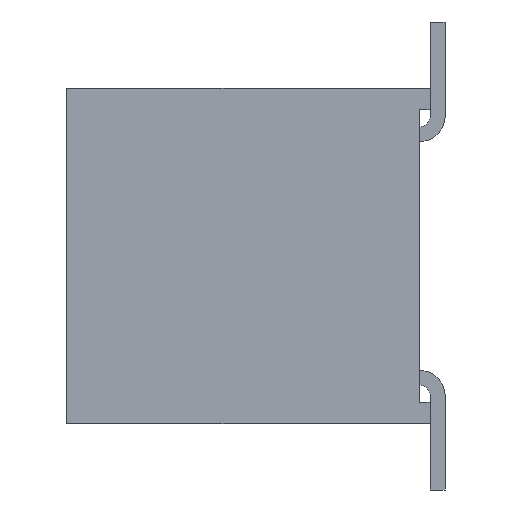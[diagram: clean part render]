
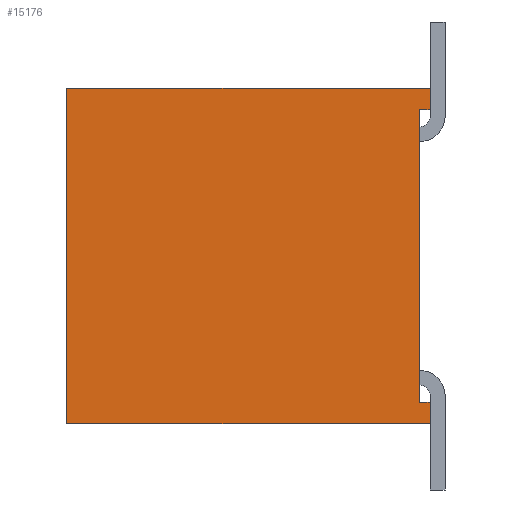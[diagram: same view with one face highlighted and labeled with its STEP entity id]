
A CAD part, left-side view. The second image highlights one B-rep face of the part: STEP entity #15176.
In plain terms, the highlighted planar face has unit normal (-1, 0, 0).
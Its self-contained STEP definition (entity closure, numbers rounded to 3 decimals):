
#43 = VECTOR ( 'NONE', #26215, 1000. ) ;
#218 = VECTOR ( 'NONE', #5317, 1000. ) ;
#659 = ORIENTED_EDGE ( 'NONE', *, *, #1410, .F. ) ;
#1143 = DIRECTION ( 'NONE',  ( 0., -1., 0. ) ) ;
#1410 = EDGE_CURVE ( 'NONE', #19466, #23834, #26841, .T. ) ;
#2207 = CARTESIAN_POINT ( 'NONE',  ( -20., 0.127, 1.74 ) ) ;
#2456 = DIRECTION ( 'NONE',  ( 0., 0., -1. ) ) ;
#2718 = CARTESIAN_POINT ( 'NONE',  ( -20., 4.318, 0. ) ) ;
#2777 = LINE ( 'NONE', #17716, #43 ) ;
#3210 = LINE ( 'NONE', #2718, #20515 ) ;
#3555 = DIRECTION ( 'NONE',  ( 1., 0., 0. ) ) ;
#3828 = CARTESIAN_POINT ( 'NONE',  ( -20., 0., -1.74 ) ) ;
#4541 = EDGE_CURVE ( 'NONE', #30117, #23834, #20263, .T. ) ;
#5192 = CARTESIAN_POINT ( 'NONE',  ( -20., 0., 0. ) ) ;
#5317 = DIRECTION ( 'NONE',  ( 0., 0., 1. ) ) ;
#6032 = LINE ( 'NONE', #8430, #36104 ) ;
#6704 = EDGE_CURVE ( 'NONE', #6817, #26951, #6032, .T. ) ;
#6817 = VERTEX_POINT ( 'NONE', #16709 ) ;
#7515 = CARTESIAN_POINT ( 'NONE',  ( -20., 4.318, -1.994 ) ) ;
#7724 = VECTOR ( 'NONE', #1143, 1000. ) ;
#8430 = CARTESIAN_POINT ( 'NONE',  ( -20., 0.127, -1.74 ) ) ;
#9399 = CARTESIAN_POINT ( 'NONE',  ( -20., 4.318, -1.994 ) ) ;
#10655 = ORIENTED_EDGE ( 'NONE', *, *, #25402, .T. ) ;
#11865 = ORIENTED_EDGE ( 'NONE', *, *, #6704, .F. ) ;
#13331 = CARTESIAN_POINT ( 'NONE',  ( -20., 0.127, -1.74 ) ) ;
#13409 = ORIENTED_EDGE ( 'NONE', *, *, #17733, .F. ) ;
#14628 = ORIENTED_EDGE ( 'NONE', *, *, #16700, .F. ) ;
#14704 = EDGE_LOOP ( 'NONE', ( #659, #14628, #10655, #13409, #27307, #11865, #19200, #35652 ) ) ;
#15153 = CARTESIAN_POINT ( 'NONE',  ( -20., 4.318, -1.994 ) ) ;
#15176 = ADVANCED_FACE ( 'NONE', ( #28018 ), #32599, .F. ) ;
#16115 = VERTEX_POINT ( 'NONE', #3828 ) ;
#16185 = CARTESIAN_POINT ( 'NONE',  ( -20., 0., 1.74 ) ) ;
#16271 = CARTESIAN_POINT ( 'NONE',  ( -20., 0., -1.994 ) ) ;
#16700 = EDGE_CURVE ( 'NONE', #36171, #19466, #3210, .T. ) ;
#16709 = CARTESIAN_POINT ( 'NONE',  ( -20., 0.127, 1.74 ) ) ;
#16728 = EDGE_CURVE ( 'NONE', #26951, #16115, #2777, .T. ) ;
#16785 = CARTESIAN_POINT ( 'NONE',  ( -20., 0., -1.994 ) ) ;
#17716 = CARTESIAN_POINT ( 'NONE',  ( -20., 0., -1.74 ) ) ;
#17733 = EDGE_CURVE ( 'NONE', #16115, #32069, #26776, .T. ) ;
#19200 = ORIENTED_EDGE ( 'NONE', *, *, #35144, .F. ) ;
#19336 = DIRECTION ( 'NONE',  ( 0., 0., -1. ) ) ;
#19466 = VERTEX_POINT ( 'NONE', #19947 ) ;
#19947 = CARTESIAN_POINT ( 'NONE',  ( -20., 4.318, 1.994 ) ) ;
#20263 = LINE ( 'NONE', #5192, #218 ) ;
#20515 = VECTOR ( 'NONE', #31865, 1000. ) ;
#21592 = LINE ( 'NONE', #7515, #36140 ) ;
#22168 = DIRECTION ( 'NONE',  ( 0., -1., 0. ) ) ;
#22514 = CARTESIAN_POINT ( 'NONE',  ( -20., 0., 1.994 ) ) ;
#23116 = VECTOR ( 'NONE', #34129, 1000. ) ;
#23834 = VERTEX_POINT ( 'NONE', #22514 ) ;
#23940 = DIRECTION ( 'NONE',  ( 0., 0., -1. ) ) ;
#25402 = EDGE_CURVE ( 'NONE', #36171, #32069, #21592, .T. ) ;
#26215 = DIRECTION ( 'NONE',  ( 0., -1., 0. ) ) ;
#26776 = LINE ( 'NONE', #16271, #34107 ) ;
#26841 = LINE ( 'NONE', #30007, #7724 ) ;
#26951 = VERTEX_POINT ( 'NONE', #13331 ) ;
#27307 = ORIENTED_EDGE ( 'NONE', *, *, #16728, .F. ) ;
#28018 = FACE_OUTER_BOUND ( 'NONE', #14704, .T. ) ;
#30007 = CARTESIAN_POINT ( 'NONE',  ( -20., 4.318, 1.994 ) ) ;
#30117 = VERTEX_POINT ( 'NONE', #16185 ) ;
#31316 = LINE ( 'NONE', #2207, #23116 ) ;
#31865 = DIRECTION ( 'NONE',  ( 0., 0., 1. ) ) ;
#32069 = VERTEX_POINT ( 'NONE', #16785 ) ;
#32599 = PLANE ( 'NONE',  #35854 ) ;
#34107 = VECTOR ( 'NONE', #19336, 1000. ) ;
#34129 = DIRECTION ( 'NONE',  ( 0., 1., 0. ) ) ;
#35144 = EDGE_CURVE ( 'NONE', #30117, #6817, #31316, .T. ) ;
#35652 = ORIENTED_EDGE ( 'NONE', *, *, #4541, .T. ) ;
#35854 = AXIS2_PLACEMENT_3D ( 'NONE', #15153, #3555, #23940 ) ;
#36104 = VECTOR ( 'NONE', #2456, 1000. ) ;
#36140 = VECTOR ( 'NONE', #22168, 1000. ) ;
#36171 = VERTEX_POINT ( 'NONE', #9399 ) ;
